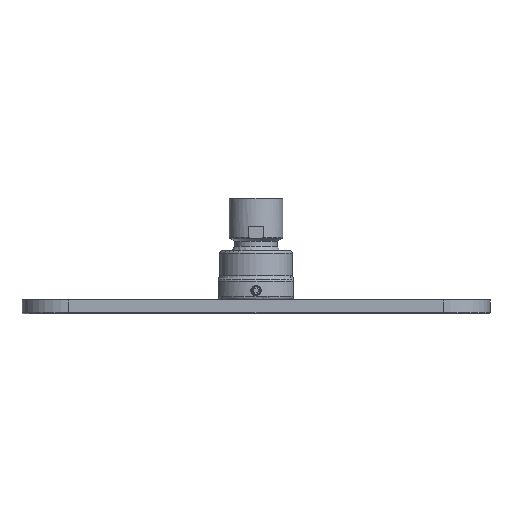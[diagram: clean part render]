
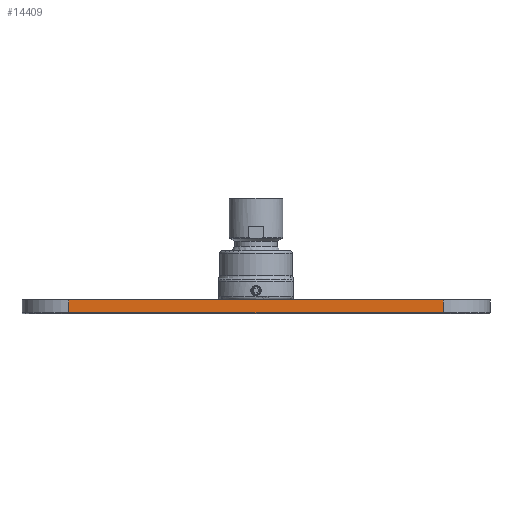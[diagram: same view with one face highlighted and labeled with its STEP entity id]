
A CAD part, left-side view. The second image highlights one B-rep face of the part: STEP entity #14409.
In plain terms, the highlighted planar face has unit normal (-1, 0, 0).
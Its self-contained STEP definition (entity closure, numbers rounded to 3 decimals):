
#1689=LINE('',#23031,#2666);
#1697=LINE('',#23063,#2674);
#1706=LINE('',#23310,#2683);
#1707=LINE('',#23312,#2684);
#2666=VECTOR('',#18872,160.);
#2674=VECTOR('',#18898,5.5);
#2683=VECTOR('',#19155,160.);
#2684=VECTOR('',#19158,5.5);
#3639=FACE_OUTER_BOUND('',#4663,.T.);
#4663=EDGE_LOOP('',(#11623,#11624,#11625,#11626));
#6637=VERTEX_POINT('',#23027);
#6639=VERTEX_POINT('',#23030);
#6654=VERTEX_POINT('',#23061);
#6768=VERTEX_POINT('',#23306);
#8365=EDGE_CURVE('',#6637,#6639,#1689,.T.);
#8381=EDGE_CURVE('',#6637,#6654,#1697,.T.);
#8505=EDGE_CURVE('',#6654,#6768,#1706,.T.);
#8506=EDGE_CURVE('',#6768,#6639,#1707,.T.);
#11623=ORIENTED_EDGE('',*,*,#8505,.T.);
#11624=ORIENTED_EDGE('',*,*,#8506,.T.);
#11625=ORIENTED_EDGE('',*,*,#8365,.F.);
#11626=ORIENTED_EDGE('',*,*,#8381,.T.);
#13857=PLANE('',#15868);
#14409=ADVANCED_FACE('',(#3639),#13857,.T.);
#15868=AXIS2_PLACEMENT_3D('',#23311,#19156,#19157);
#18872=DIRECTION('',(0.,-1.,0.));
#18898=DIRECTION('',(0.,0.,-1.));
#19155=DIRECTION('',(0.,-1.,0.));
#19156=DIRECTION('center_axis',(-1.,0.,0.));
#19157=DIRECTION('ref_axis',(0.,1.,0.));
#19158=DIRECTION('',(0.,0.,1.));
#23027=CARTESIAN_POINT('',(-100.,172.75,-92.75));
#23030=CARTESIAN_POINT('',(-100.,12.75,-92.75));
#23031=CARTESIAN_POINT('',(-100.,172.75,-92.75));
#23061=CARTESIAN_POINT('',(-100.,172.75,-98.25));
#23063=CARTESIAN_POINT('',(-100.,172.75,-92.75));
#23306=CARTESIAN_POINT('',(-100.,12.75,-98.25));
#23310=CARTESIAN_POINT('',(-100.,172.75,-98.25));
#23311=CARTESIAN_POINT('Origin',(-100.,12.75,-92.75));
#23312=CARTESIAN_POINT('',(-100.,12.75,-98.25));
